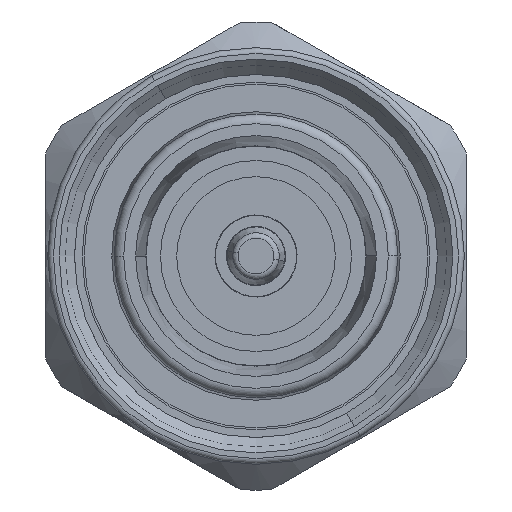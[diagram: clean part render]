
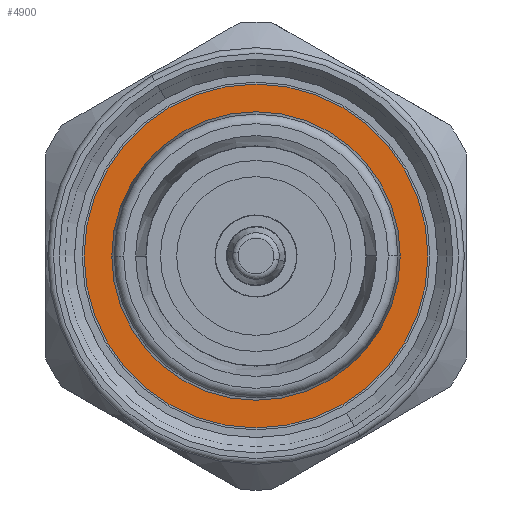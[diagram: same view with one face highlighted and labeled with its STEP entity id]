
A CAD part, left-side view. The second image highlights one B-rep face of the part: STEP entity #4900.
In plain terms, the highlighted face is planar.
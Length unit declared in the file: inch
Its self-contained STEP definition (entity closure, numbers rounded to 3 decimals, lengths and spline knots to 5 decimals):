
#30 = DIRECTION ( 'NONE',  ( 0., 1., 0. ) ) ;
#403 = CARTESIAN_POINT ( 'NONE',  ( -0.33071, 0., 0. ) ) ;
#438 = VERTEX_POINT ( 'NONE', #8022 ) ;
#798 = CARTESIAN_POINT ( 'NONE',  ( -0.33071, 0., 0.35433 ) ) ;
#1270 = DIRECTION ( 'NONE',  ( 1., 0., 0. ) ) ;
#1359 = AXIS2_PLACEMENT_3D ( 'NONE', #3280, #4083, #8299 ) ;
#2069 = DIRECTION ( 'NONE',  ( 0., 0., -1. ) ) ;
#2088 = ORIENTED_EDGE ( 'NONE', *, *, #5973, .T. ) ;
#2537 = CIRCLE ( 'NONE', #4782, 0.35433 ) ;
#2889 = DIRECTION ( 'NONE',  ( 1., 0., 0. ) ) ;
#3222 = ORIENTED_EDGE ( 'NONE', *, *, #4360, .T. ) ;
#3280 = CARTESIAN_POINT ( 'NONE',  ( -0.33071, 0., 0. ) ) ;
#3716 = CARTESIAN_POINT ( 'NONE',  ( -0.33071, 0., -0.35433 ) ) ;
#3821 = CARTESIAN_POINT ( 'NONE',  ( -0.33071, 0., 0. ) ) ;
#4075 = PLANE ( 'NONE',  #7460 ) ;
#4083 = DIRECTION ( 'NONE',  ( 1., 0., 0. ) ) ;
#4309 = AXIS2_PLACEMENT_3D ( 'NONE', #3821, #1270, #5257 ) ;
#4360 = EDGE_CURVE ( 'NONE', #6282, #9580, #7276, .T. ) ;
#4782 = AXIS2_PLACEMENT_3D ( 'NONE', #403, #2889, #2069 ) ;
#4900 = ADVANCED_FACE ( 'NONE', ( #6562, #8293 ), #4075, .T. ) ;
#5161 = CIRCLE ( 'NONE', #4309, 0.29724 ) ;
#5257 = DIRECTION ( 'NONE',  ( 0., 0., -1. ) ) ;
#5446 = ORIENTED_EDGE ( 'NONE', *, *, #6887, .F. ) ;
#5588 = DIRECTION ( 'NONE',  ( 0., 0., -1. ) ) ;
#5973 = EDGE_CURVE ( 'NONE', #9580, #6282, #2537, .T. ) ;
#6282 = VERTEX_POINT ( 'NONE', #3716 ) ;
#6364 = CIRCLE ( 'NONE', #1359, 0.29724 ) ;
#6562 = FACE_OUTER_BOUND ( 'NONE', #9750, .T. ) ;
#6887 = EDGE_CURVE ( 'NONE', #7941, #438, #6364, .T. ) ;
#7276 = CIRCLE ( 'NONE', #7449, 0.35433 ) ;
#7314 = CARTESIAN_POINT ( 'NONE',  ( -0.33071, 0., -0.29724 ) ) ;
#7316 = DIRECTION ( 'NONE',  ( 1., 0., 0. ) ) ;
#7420 = DIRECTION ( 'NONE',  ( 1., 0., 0. ) ) ;
#7449 = AXIS2_PLACEMENT_3D ( 'NONE', #10522, #7316, #5588 ) ;
#7460 = AXIS2_PLACEMENT_3D ( 'NONE', #7468, #7420, #30 ) ;
#7468 = CARTESIAN_POINT ( 'NONE',  ( -0.33071, 0.35433, 0. ) ) ;
#7805 = EDGE_CURVE ( 'NONE', #438, #7941, #5161, .T. ) ;
#7941 = VERTEX_POINT ( 'NONE', #7314 ) ;
#8022 = CARTESIAN_POINT ( 'NONE',  ( -0.33071, 0., 0.29724 ) ) ;
#8263 = EDGE_LOOP ( 'NONE', ( #5446, #8655 ) ) ;
#8293 = FACE_BOUND ( 'NONE', #8263, .T. ) ;
#8299 = DIRECTION ( 'NONE',  ( 0., 0., -1. ) ) ;
#8655 = ORIENTED_EDGE ( 'NONE', *, *, #7805, .F. ) ;
#9580 = VERTEX_POINT ( 'NONE', #798 ) ;
#9750 = EDGE_LOOP ( 'NONE', ( #3222, #2088 ) ) ;
#10522 = CARTESIAN_POINT ( 'NONE',  ( -0.33071, 0., 0. ) ) ;
